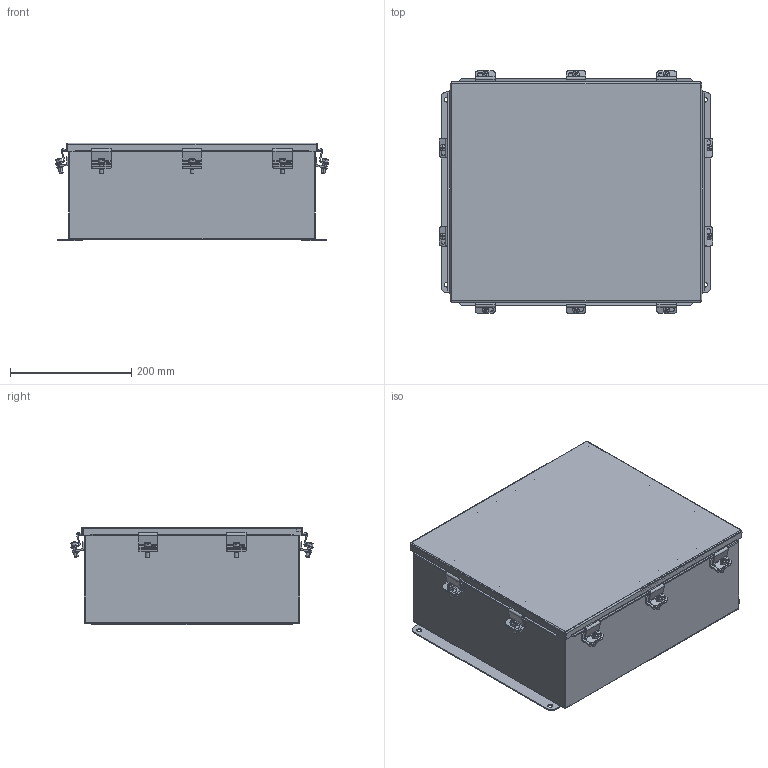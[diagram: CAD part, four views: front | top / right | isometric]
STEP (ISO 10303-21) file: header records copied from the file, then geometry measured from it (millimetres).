
FILE_DESCRIPTION (( 'STEP AP214' ), '1' );
FILE_NAME ('BN4161406AL.STEP', '2016-02-02T20:21:53', ( '' ), ( '' ), 'SwSTEP 2.0', 'SolidWorks 2014', '' );
FILE_SCHEMA (( 'AUTOMOTIVE_DESIGN' ));
Length unit declared in the file: inch
Products named in the file (10): 34852_1; BN4161406ALBKP_1; 38830_1; BN41614ALLID_1; 316169_1; 3086_1; 372135_1; C2002_1; 3887_1; BN4161406AL
Assembly tree (41 placements, depth 2):
  BN4161406AL
    3887_1  x4
    C2002_1  x10
    372135_1  x10
    3086_1  x10
    316169_1  x2
    BN41614ALLID_1
    38830_1
    BN4161406ALBKP_1
    34852_1  x2
Bounding box: 449.72 x 399.06 x 160.95 mm (x, y, z)
Volume: 1267115.7 mm3; surface area: 1296992.7 mm2
Topology: 41 solids, 41 shells, 905 faces, 2256 edges, 1454 vertices
Faces by surface type: plane 499, cylinder 320, cone 38, bspline 24, sphere 20, torus 4
Entity records: 12848 total; most frequent: CARTESIAN_POINT 3101, DIRECTION 1376, ORIENTED_EDGE 1352, EDGE_CURVE 676, LINE 488, VECTOR 488, AXIS2_PLACEMENT_3D 444, VERTEX_POINT 415
